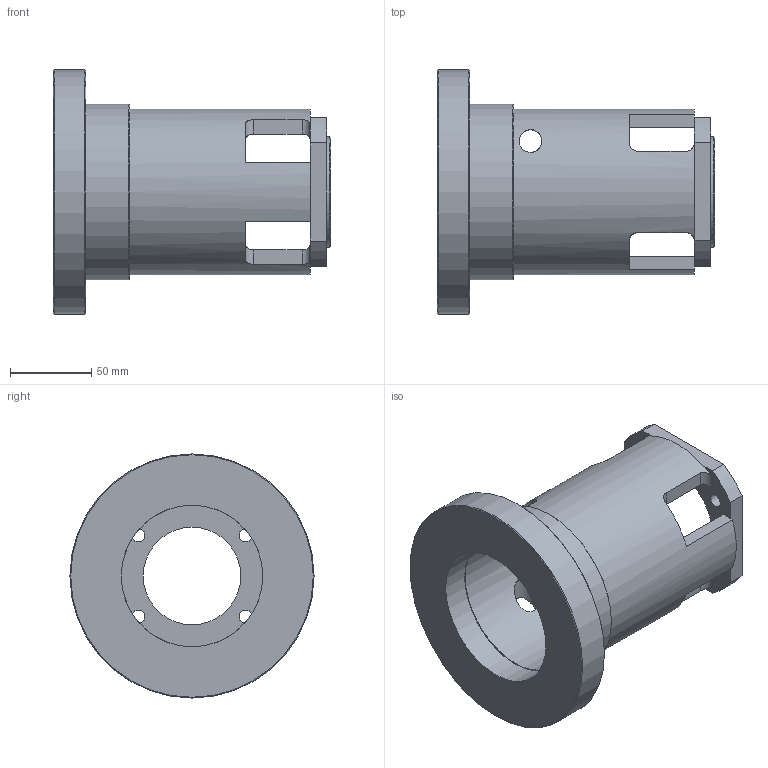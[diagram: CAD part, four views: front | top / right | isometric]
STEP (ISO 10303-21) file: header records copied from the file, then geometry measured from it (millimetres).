
FILE_DESCRIPTION(/* description */ (''),/* implementation_level */ '2;1');
FILE_NAME(/* name */ 'VK CTJ200 150 GESM3845.stp',/* time_stamp */ '2015-08-31T14:41:21+01:00',/* author */ ('Hypex'),/* organization */ ('Hypex'),/* preprocessor_version */ 'ST-DEVELOPER v15.2',/* originating_system */ 'Autodesk Inventor 2014',/* authorisation */ '');
FILE_SCHEMA (('AUTOMOTIVE_DESIGN { 1 0 10303 214 3 1 1 }'));
Length unit declared in the file: millimetre
Products named in the file (1): VK CTJ200 150 GESM3845
Bounding box: 170.5 x 150 x 150 mm (x, y, z)
Volume: 579283.2 mm3; surface area: 132893.3 mm2
Topology: 1 solids, 10 shells, 86 faces, 215 edges, 137 vertices
Faces by surface type: plane 36, cylinder 34, cone 16
Full cylindrical faces by diameter (mm): 4.917 x8, 8.2 x4, 14 x2, 60 x1, 68 x1, 87 x2, 102 x1, 108 x2, 150 x1
Entity records: 2625 total; most frequent: CARTESIAN_POINT 663, DIRECTION 390, ORIENTED_EDGE 324, EDGE_CURVE 162, AXIS2_PLACEMENT_3D 161, EDGE_LOOP 136, VERTEX_POINT 122, STYLED_ITEM 87
